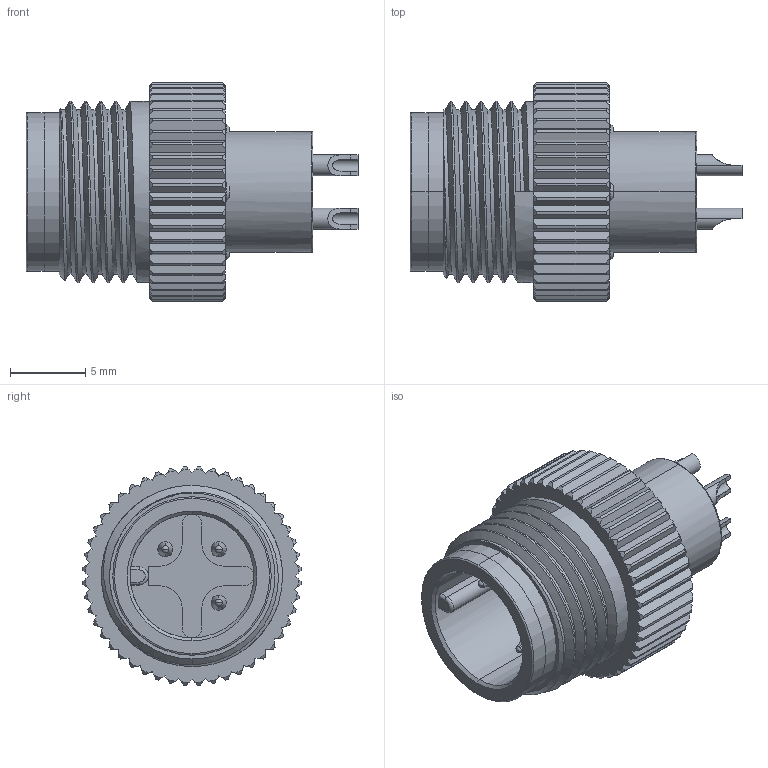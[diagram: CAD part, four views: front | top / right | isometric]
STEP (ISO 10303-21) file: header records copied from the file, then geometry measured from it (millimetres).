
FILE_DESCRIPTION (( 'STEP AP203' ), '1' );
FILE_NAME ('50-00972.STEP', '2020-10-15T16:05:30', ( '' ), ( '' ), 'SwSTEP 2.0', 'SolidWorks 2015', '' );
FILE_SCHEMA (( 'CONFIG_CONTROL_DESIGN' ));
Length unit declared in the file: millimetre
Products named in the file (4): 50-00972; 50-00972-03___; 50-00972-01___; 50-00972-02___
Assembly tree (5 placements, depth 2):
  50-00972
    50-00972-01___
    50-00972-02___
    50-00972-03___  x3
Bounding box: 22 x 14.48 x 14.48 mm (x, y, z)
Volume: 1346.9 mm3; surface area: 2625.3 mm2
Topology: 5 solids, 5 shells, 528 faces, 1434 edges, 932 vertices
Faces by surface type: plane 212, cylinder 160, cone 124, torus 23, sphere 6, bspline 3
Entity records: 16511 total; most frequent: CARTESIAN_POINT 4299, ORIENTED_EDGE 2576, DIRECTION 2374, EDGE_CURVE 1288, AXIS2_PLACEMENT_3D 857, VERTEX_POINT 848, VECTOR 660, LINE 660
